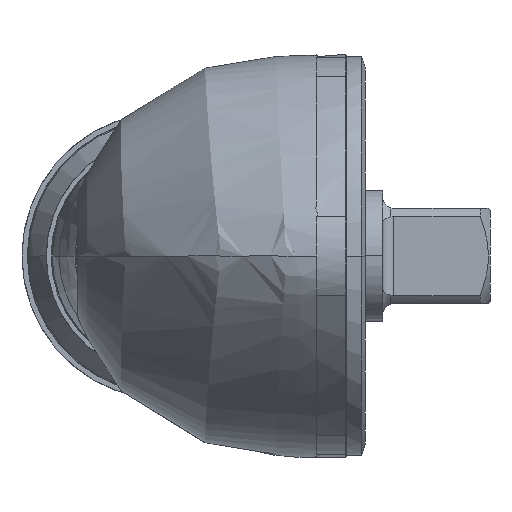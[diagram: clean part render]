
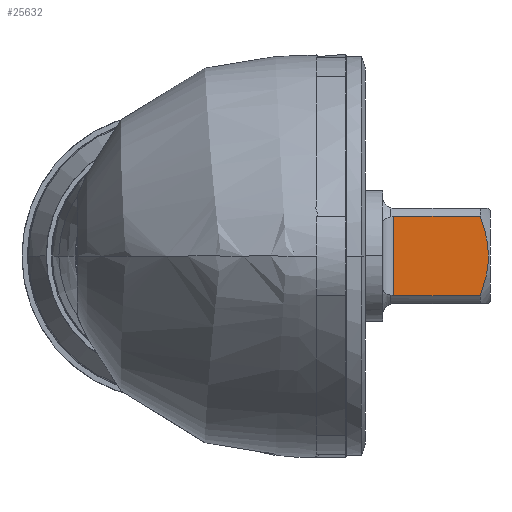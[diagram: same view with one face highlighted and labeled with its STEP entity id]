
A CAD part, left-side view. The second image highlights one B-rep face of the part: STEP entity #25632.
In plain terms, the highlighted planar face has unit normal (-1, 0, 0).
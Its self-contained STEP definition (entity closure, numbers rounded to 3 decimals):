
#11131=CARTESIAN_POINT('',(-303.4,-60.6,-10.534));
#11142=DIRECTION('',(0.,1.,0.));
#11143=VECTOR('',#11142,22.902);
#11144=CARTESIAN_POINT('',(-303.4,-83.502,-10.534));
#11145=LINE('',#11144,#11143);
#11655=DIRECTION('',(0.,1.,0.));
#11656=VECTOR('',#11655,22.902);
#11657=CARTESIAN_POINT('',(-303.4,-83.502,10.534));
#11658=LINE('',#11657,#11656);
#11668=CARTESIAN_POINT('',(-303.4,-60.6,10.534));
#11685=CARTESIAN_POINT('',(-303.4,-85.696,0.));
#11686=CARTESIAN_POINT('',(-303.4,-85.696,0.153));
#11687=CARTESIAN_POINT('',(-303.4,-85.693,0.46));
#11688=CARTESIAN_POINT('',(-303.4,-85.678,0.919));
#11689=CARTESIAN_POINT('',(-303.4,-85.654,1.378));
#11690=CARTESIAN_POINT('',(-303.4,-85.621,1.837));
#11691=CARTESIAN_POINT('',(-303.4,-85.579,2.295));
#11692=CARTESIAN_POINT('',(-303.4,-85.527,2.753));
#11693=CARTESIAN_POINT('',(-303.4,-85.467,3.211));
#11694=CARTESIAN_POINT('',(-303.4,-85.398,3.668));
#11695=CARTESIAN_POINT('',(-303.4,-85.32,4.127));
#11696=CARTESIAN_POINT('',(-303.4,-85.234,4.586));
#11697=CARTESIAN_POINT('',(-303.4,-85.139,5.047));
#11698=CARTESIAN_POINT('',(-303.4,-85.037,5.51));
#11699=CARTESIAN_POINT('',(-303.4,-84.926,5.977));
#11700=CARTESIAN_POINT('',(-303.4,-84.806,6.448));
#11701=CARTESIAN_POINT('',(-303.4,-84.678,6.925));
#11702=CARTESIAN_POINT('',(-303.4,-84.541,7.408));
#11703=CARTESIAN_POINT('',(-303.4,-84.395,7.899));
#11704=CARTESIAN_POINT('',(-303.4,-84.238,8.399));
#11705=CARTESIAN_POINT('',(-303.4,-84.072,8.911));
#11706=CARTESIAN_POINT('',(-303.4,-83.895,9.435));
#11707=CARTESIAN_POINT('',(-303.4,-83.706,9.974));
#11708=CARTESIAN_POINT('',(-303.4,-83.571,10.345));
#11709=CARTESIAN_POINT('',(-303.4,-83.502,10.534));
#11711=CARTESIAN_POINT('',(-303.4,-83.502,-10.534));
#11712=CARTESIAN_POINT('',(-303.4,-83.571,-10.345));
#11713=CARTESIAN_POINT('',(-303.4,-83.706,-9.974));
#11714=CARTESIAN_POINT('',(-303.4,-83.895,-9.434));
#11715=CARTESIAN_POINT('',(-303.4,-84.073,-8.91));
#11716=CARTESIAN_POINT('',(-303.4,-84.239,-8.398));
#11717=CARTESIAN_POINT('',(-303.4,-84.395,-7.898));
#11718=CARTESIAN_POINT('',(-303.4,-84.541,-7.406));
#11719=CARTESIAN_POINT('',(-303.4,-84.678,-6.923));
#11720=CARTESIAN_POINT('',(-303.4,-84.806,-6.447));
#11721=CARTESIAN_POINT('',(-303.4,-84.926,-5.976));
#11722=CARTESIAN_POINT('',(-303.4,-85.037,-5.509));
#11723=CARTESIAN_POINT('',(-303.4,-85.14,-5.046));
#11724=CARTESIAN_POINT('',(-303.4,-85.234,-4.585));
#11725=CARTESIAN_POINT('',(-303.4,-85.32,-4.125));
#11726=CARTESIAN_POINT('',(-303.4,-85.398,-3.667));
#11727=CARTESIAN_POINT('',(-303.4,-85.467,-3.209));
#11728=CARTESIAN_POINT('',(-303.4,-85.527,-2.752));
#11729=CARTESIAN_POINT('',(-303.4,-85.579,-2.294));
#11730=CARTESIAN_POINT('',(-303.4,-85.621,-1.836));
#11731=CARTESIAN_POINT('',(-303.4,-85.654,-1.378));
#11732=CARTESIAN_POINT('',(-303.4,-85.678,-0.919));
#11733=CARTESIAN_POINT('',(-303.4,-85.693,-0.459));
#11734=CARTESIAN_POINT('',(-303.4,-85.696,-0.153));
#11735=CARTESIAN_POINT('',(-303.4,-85.696,0.));
#11737=DIRECTION('',(0.,0.,-1.));
#11738=VECTOR('',#11737,21.068);
#11739=CARTESIAN_POINT('',(-303.4,-60.6,10.534));
#11740=LINE('',#11739,#11738);
#13434=VERTEX_POINT('',#11668);
#13435=VERTEX_POINT('',#11131);
#13459=CARTESIAN_POINT('',(-303.4,-83.502,10.534));
#13461=VERTEX_POINT('',#13459);
#13472=CARTESIAN_POINT('',(-303.4,-83.502,-10.534));
#13474=VERTEX_POINT('',#13472);
#13475=VERTEX_POINT('',#11685);
#25619=CARTESIAN_POINT('',(-303.4,-60.6,56.4));
#25620=DIRECTION('',(1.,0.,0.));
#25621=DIRECTION('',(0.,-1.,0.));
#25622=AXIS2_PLACEMENT_3D('',#25619,#25620,#25621);
#25623=PLANE('',#25622);
#25624=ORIENTED_EDGE('',*,*,#25357,.F.);
#25625=ORIENTED_EDGE('',*,*,#25397,.F.);
#25626=ORIENTED_EDGE('',*,*,#25501,.T.);
#25628=ORIENTED_EDGE('',*,*,#25627,.F.);
#25629=ORIENTED_EDGE('',*,*,#25607,.F.);
#25630=EDGE_LOOP('',(#25624,#25625,#25626,#25628,#25629));
#25631=FACE_OUTER_BOUND('',#25630,.F.);
#25632=ADVANCED_FACE('',(#25631),#25623,.F.);
#11710=B_SPLINE_CURVE_WITH_KNOTS('',3,(#11685,#11686,#11687,#11688,#11689,
#11690,#11691,#11692,#11693,#11694,#11695,#11696,#11697,#11698,#11699,#11700,
#11701,#11702,#11703,#11704,#11705,#11706,#11707,#11708,#11709),.UNSPECIFIED.,
.F.,.F.,(4,1,1,1,1,1,1,1,1,1,1,1,1,1,1,1,1,1,1,1,1,1,4),(0.,0.045,
0.091,0.136,0.182,0.227,
0.273,0.318,0.364,0.409,
0.455,0.5,0.545,0.591,0.636,
0.682,0.727,0.773,0.818,
0.864,0.909,0.955,1.),.UNSPECIFIED.);
#11736=B_SPLINE_CURVE_WITH_KNOTS('',3,(#11711,#11712,#11713,#11714,#11715,
#11716,#11717,#11718,#11719,#11720,#11721,#11722,#11723,#11724,#11725,#11726,
#11727,#11728,#11729,#11730,#11731,#11732,#11733,#11734,#11735),.UNSPECIFIED.,
.F.,.F.,(4,1,1,1,1,1,1,1,1,1,1,1,1,1,1,1,1,1,1,1,1,1,4),(0.,0.045,
0.091,0.136,0.182,0.227,
0.273,0.318,0.364,0.409,
0.455,0.5,0.545,0.591,0.636,
0.682,0.727,0.773,0.818,
0.864,0.909,0.955,1.),.UNSPECIFIED.);
#25357=EDGE_CURVE('',#13475,#13461,#11710,.T.);
#25397=EDGE_CURVE('',#13474,#13475,#11736,.T.);
#25501=EDGE_CURVE('',#13474,#13435,#11145,.T.);
#25607=EDGE_CURVE('',#13461,#13434,#11658,.T.);
#25627=EDGE_CURVE('',#13434,#13435,#11740,.T.);
